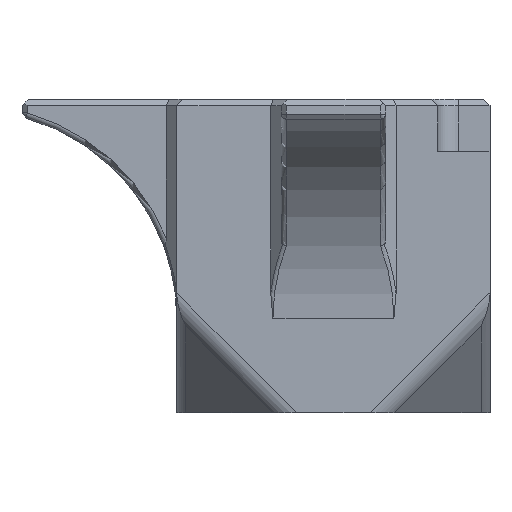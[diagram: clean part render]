
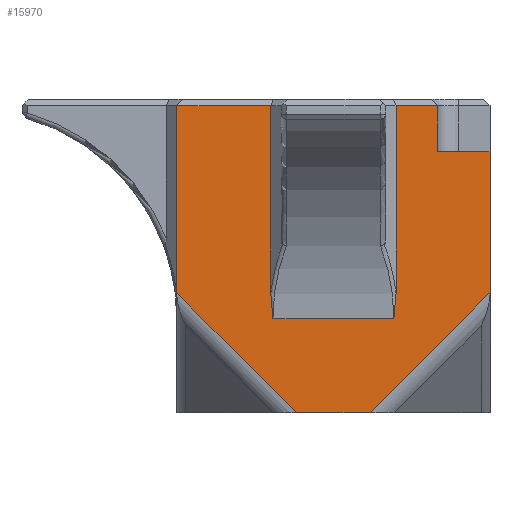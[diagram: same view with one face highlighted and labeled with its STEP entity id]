
A CAD part, left-side view. The second image highlights one B-rep face of the part: STEP entity #15970.
In plain terms, the highlighted planar face has unit normal (-1, 0, 0).
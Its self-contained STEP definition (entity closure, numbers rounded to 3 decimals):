
#319 = B_SPLINE_CURVE_WITH_KNOTS ( 'NONE', 3,
 ( #7026, #13725, #20213, #4947 ),
 .UNSPECIFIED., .F., .F.,
 ( 4, 4 ),
 ( 0., 0.002 ),
 .UNSPECIFIED. ) ;
#337 = DIRECTION ( 'NONE',  ( 0., 0., -1. ) ) ;
#588 = VERTEX_POINT ( 'NONE', #16178 ) ;
#690 = FACE_OUTER_BOUND ( 'NONE', #13261, .T. ) ;
#699 = EDGE_CURVE ( 'NONE', #3695, #19263, #17045, .T. ) ;
#1840 = LINE ( 'NONE', #15577, #19038 ) ;
#1889 = VECTOR ( 'NONE', #12907, 1000. ) ;
#1970 = ORIENTED_EDGE ( 'NONE', *, *, #699, .T. ) ;
#2085 = CARTESIAN_POINT ( 'NONE',  ( 0., 30., 29.4 ) ) ;
#2268 = EDGE_CURVE ( 'NONE', #19263, #6647, #319, .T. ) ;
#2397 = VERTEX_POINT ( 'NONE', #10429 ) ;
#2568 = CARTESIAN_POINT ( 'NONE',  ( 0., 20.92, 9.809 ) ) ;
#2674 = CARTESIAN_POINT ( 'NONE',  ( 0., 21., 11.446 ) ) ;
#3145 = DIRECTION ( 'NONE',  ( 0., -1., 0. ) ) ;
#3218 = CARTESIAN_POINT ( 'NONE',  ( 0., 30., 30. ) ) ;
#3348 = ORIENTED_EDGE ( 'NONE', *, *, #15112, .F. ) ;
#3400 = ORIENTED_EDGE ( 'NONE', *, *, #20231, .T. ) ;
#3537 = DIRECTION ( 'NONE',  ( 0., 0., 1. ) ) ;
#3695 = VERTEX_POINT ( 'NONE', #16235 ) ;
#3725 = ORIENTED_EDGE ( 'NONE', *, *, #2268, .T. ) ;
#3783 = CARTESIAN_POINT ( 'NONE',  ( 0., 0., 11.464 ) ) ;
#4112 = DIRECTION ( 'NONE',  ( 0., -1., 0. ) ) ;
#4321 = VERTEX_POINT ( 'NONE', #3783 ) ;
#4646 = LINE ( 'NONE', #3218, #8401 ) ;
#4652 = EDGE_CURVE ( 'NONE', #12580, #7239, #15504, .T. ) ;
#4882 = CARTESIAN_POINT ( 'NONE',  ( 0., 19.268, 0.732 ) ) ;
#4947 = CARTESIAN_POINT ( 'NONE',  ( 0., 9.207, 9. ) ) ;
#5610 = ORIENTED_EDGE ( 'NONE', *, *, #20802, .T. ) ;
#5658 = ORIENTED_EDGE ( 'NONE', *, *, #12436, .F. ) ;
#5713 = EDGE_CURVE ( 'NONE', #21379, #17859, #4646, .T. ) ;
#5876 = LINE ( 'NONE', #6201, #17471 ) ;
#5910 = VECTOR ( 'NONE', #13847, 1000. ) ;
#5929 = LINE ( 'NONE', #13071, #9839 ) ;
#6201 = CARTESIAN_POINT ( 'NONE',  ( 0., 5., 25. ) ) ;
#6342 = VERTEX_POINT ( 'NONE', #20536 ) ;
#6647 = VERTEX_POINT ( 'NONE', #12564 ) ;
#6833 = ORIENTED_EDGE ( 'NONE', *, *, #4652, .T. ) ;
#7026 = CARTESIAN_POINT ( 'NONE',  ( 0., 9., 11.446 ) ) ;
#7239 = VERTEX_POINT ( 'NONE', #19695 ) ;
#7400 = ORIENTED_EDGE ( 'NONE', *, *, #19101, .T. ) ;
#7624 = VERTEX_POINT ( 'NONE', #18544 ) ;
#7776 = LINE ( 'NONE', #13256, #13605 ) ;
#7843 = CARTESIAN_POINT ( 'NONE',  ( 0., 21., 10.626 ) ) ;
#7956 = CARTESIAN_POINT ( 'NONE',  ( 0., 0., 29.4 ) ) ;
#8189 = EDGE_CURVE ( 'NONE', #18282, #6647, #11241, .T. ) ;
#8401 = VECTOR ( 'NONE', #16611, 1000. ) ;
#8580 = LINE ( 'NONE', #18795, #5910 ) ;
#9498 = DIRECTION ( 'NONE',  ( 0., 0., 1. ) ) ;
#9839 = VECTOR ( 'NONE', #19768, 1000. ) ;
#9856 = VECTOR ( 'NONE', #19518, 1000. ) ;
#9920 = CARTESIAN_POINT ( 'NONE',  ( 0., 9., 9. ) ) ;
#10040 = ORIENTED_EDGE ( 'NONE', *, *, #5713, .T. ) ;
#10429 = CARTESIAN_POINT ( 'NONE',  ( 0., 5., 25. ) ) ;
#10614 = VECTOR ( 'NONE', #16082, 1000. ) ;
#10908 = PLANE ( 'NONE',  #21177 ) ;
#11033 = LINE ( 'NONE', #7956, #10614 ) ;
#11241 = LINE ( 'NONE', #17620, #11993 ) ;
#11326 = CARTESIAN_POINT ( 'NONE',  ( 0., 11.464, 0. ) ) ;
#11993 = VECTOR ( 'NONE', #4112, 1000. ) ;
#12070 = ORIENTED_EDGE ( 'NONE', *, *, #14608, .T. ) ;
#12436 = EDGE_CURVE ( 'NONE', #6342, #4321, #16008, .T. ) ;
#12535 = ORIENTED_EDGE ( 'NONE', *, *, #8189, .F. ) ;
#12564 = CARTESIAN_POINT ( 'NONE',  ( 0., 9.207, 9. ) ) ;
#12580 = VERTEX_POINT ( 'NONE', #14686 ) ;
#12907 = DIRECTION ( 'NONE',  ( 0., -0.707, -0.707 ) ) ;
#13071 = CARTESIAN_POINT ( 'NONE',  ( 0., 0.732, 10.732 ) ) ;
#13256 = CARTESIAN_POINT ( 'NONE',  ( 0., 0., 0. ) ) ;
#13261 = EDGE_LOOP ( 'NONE', ( #3400, #12070, #1970, #3725, #12535, #7400, #6833, #5610, #10040, #20135, #13353, #15275, #5658, #3348 ) ) ;
#13353 = ORIENTED_EDGE ( 'NONE', *, *, #19858, .T. ) ;
#13605 = VECTOR ( 'NONE', #3145, 1000. ) ;
#13725 = CARTESIAN_POINT ( 'NONE',  ( 0., 9., 10.626 ) ) ;
#13758 = EDGE_CURVE ( 'NONE', #17926, #4321, #5929, .T. ) ;
#13847 = DIRECTION ( 'NONE',  ( 0., 1., 0. ) ) ;
#14038 = VECTOR ( 'NONE', #337, 1000. ) ;
#14110 = CARTESIAN_POINT ( 'NONE',  ( 0., 20.793, 9. ) ) ;
#14295 = CARTESIAN_POINT ( 'NONE',  ( 0., 30., 11.464 ) ) ;
#14490 = CARTESIAN_POINT ( 'NONE',  ( 0., 20.793, 9. ) ) ;
#14608 = EDGE_CURVE ( 'NONE', #588, #3695, #11033, .T. ) ;
#14686 = CARTESIAN_POINT ( 'NONE',  ( 0., 21., 11.446 ) ) ;
#15112 = EDGE_CURVE ( 'NONE', #2397, #6342, #1840, .T. ) ;
#15275 = ORIENTED_EDGE ( 'NONE', *, *, #13758, .T. ) ;
#15392 = CARTESIAN_POINT ( 'NONE',  ( 0., 21., 30. ) ) ;
#15504 = LINE ( 'NONE', #15392, #17743 ) ;
#15577 = CARTESIAN_POINT ( 'NONE',  ( 0., 0., 25. ) ) ;
#15970 = ADVANCED_FACE ( 'NONE', ( #690 ), #10908, .F. ) ;
#16008 = LINE ( 'NONE', #19411, #9856 ) ;
#16082 = DIRECTION ( 'NONE',  ( 0., 1., 0. ) ) ;
#16178 = CARTESIAN_POINT ( 'NONE',  ( 0., 5., 29.4 ) ) ;
#16235 = CARTESIAN_POINT ( 'NONE',  ( 0., 9., 29.4 ) ) ;
#16611 = DIRECTION ( 'NONE',  ( 0., 0., -1. ) ) ;
#16753 = EDGE_CURVE ( 'NONE', #17859, #7624, #19823, .T. ) ;
#17012 = DIRECTION ( 'NONE',  ( 0., -1., 0. ) ) ;
#17045 = LINE ( 'NONE', #9920, #14038 ) ;
#17167 = CARTESIAN_POINT ( 'NONE',  ( 0., 9., 11.446 ) ) ;
#17277 = DIRECTION ( 'NONE',  ( 0., 1., 0. ) ) ;
#17471 = VECTOR ( 'NONE', #9498, 1000. ) ;
#17620 = CARTESIAN_POINT ( 'NONE',  ( 0., 20., 9. ) ) ;
#17743 = VECTOR ( 'NONE', #3537, 1000. ) ;
#17859 = VERTEX_POINT ( 'NONE', #14295 ) ;
#17926 = VERTEX_POINT ( 'NONE', #11326 ) ;
#18282 = VERTEX_POINT ( 'NONE', #14490 ) ;
#18450 = B_SPLINE_CURVE_WITH_KNOTS ( 'NONE', 3,
 ( #14110, #2568, #7843, #2674 ),
 .UNSPECIFIED., .F., .F.,
 ( 4, 4 ),
 ( 0., 0.002 ),
 .UNSPECIFIED. ) ;
#18544 = CARTESIAN_POINT ( 'NONE',  ( 0., 18.536, 0. ) ) ;
#18795 = CARTESIAN_POINT ( 'NONE',  ( 0., 0., 29.4 ) ) ;
#18823 = DIRECTION ( 'NONE',  ( 1., 0., 0. ) ) ;
#19038 = VECTOR ( 'NONE', #17012, 1000. ) ;
#19101 = EDGE_CURVE ( 'NONE', #18282, #12580, #18450, .T. ) ;
#19263 = VERTEX_POINT ( 'NONE', #17167 ) ;
#19411 = CARTESIAN_POINT ( 'NONE',  ( 0., 0., 30. ) ) ;
#19518 = DIRECTION ( 'NONE',  ( 0., 0., -1. ) ) ;
#19695 = CARTESIAN_POINT ( 'NONE',  ( 0., 21., 29.4 ) ) ;
#19768 = DIRECTION ( 'NONE',  ( 0., -0.707, 0.707 ) ) ;
#19823 = LINE ( 'NONE', #4882, #1889 ) ;
#19858 = EDGE_CURVE ( 'NONE', #7624, #17926, #7776, .T. ) ;
#20135 = ORIENTED_EDGE ( 'NONE', *, *, #16753, .T. ) ;
#20213 = CARTESIAN_POINT ( 'NONE',  ( 0., 9.08, 9.809 ) ) ;
#20231 = EDGE_CURVE ( 'NONE', #2397, #588, #5876, .T. ) ;
#20467 = CARTESIAN_POINT ( 'NONE',  ( 0., 0., 30. ) ) ;
#20536 = CARTESIAN_POINT ( 'NONE',  ( 0., 0., 25. ) ) ;
#20802 = EDGE_CURVE ( 'NONE', #7239, #21379, #8580, .T. ) ;
#21177 = AXIS2_PLACEMENT_3D ( 'NONE', #20467, #18823, #17277 ) ;
#21379 = VERTEX_POINT ( 'NONE', #2085 ) ;
